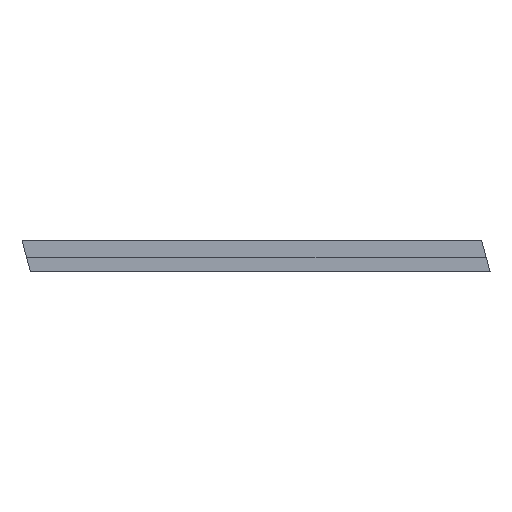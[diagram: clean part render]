
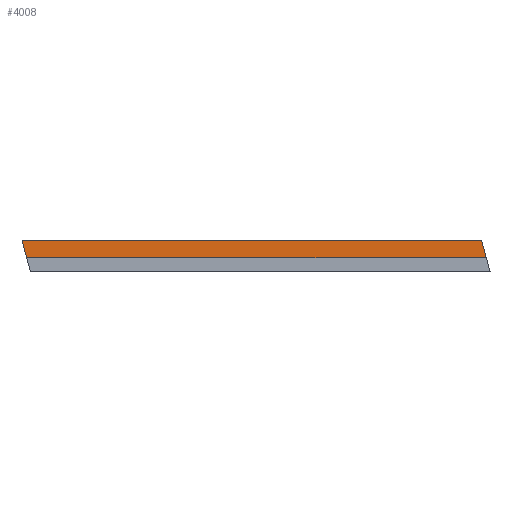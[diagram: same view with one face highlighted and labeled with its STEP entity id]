
A CAD part, left-side view. The second image highlights one B-rep face of the part: STEP entity #4008.
In plain terms, the highlighted planar face has unit normal (-1, 0, 0).
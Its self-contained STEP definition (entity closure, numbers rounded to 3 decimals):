
#3797 = VERTEX_POINT('',#3798);
#3798 = CARTESIAN_POINT('',(-53.25,7.75,0.8));
#3804 = EDGE_CURVE('',#3805,#3797,#3807,.T.);
#3805 = VERTEX_POINT('',#3806);
#3806 = CARTESIAN_POINT('',(-53.25,7.161,-1.4));
#3807 = LINE('',#3808,#3809);
#3808 = CARTESIAN_POINT('',(-53.25,5.204,-8.7));
#3809 = VECTOR('',#3810,1.);
#3810 = DIRECTION('',(0.,0.259,0.966));
#3828 = VERTEX_POINT('',#3829);
#3829 = CARTESIAN_POINT('',(-53.25,-51.768,-1.4));
#3835 = EDGE_CURVE('',#3836,#3828,#3838,.T.);
#3836 = VERTEX_POINT('',#3837);
#3837 = CARTESIAN_POINT('',(-53.25,-51.178,0.8));
#3838 = LINE('',#3839,#3840);
#3839 = CARTESIAN_POINT('',(-53.25,-51.214,
    0.666));
#3840 = VECTOR('',#3841,1.);
#3841 = DIRECTION('',(0.,-0.259,-0.966));
#3997 = EDGE_CURVE('',#3828,#3805,#3998,.T.);
#3998 = LINE('',#3999,#4000);
#3999 = CARTESIAN_POINT('',(-53.25,-52.25,-1.4));
#4000 = VECTOR('',#4001,1.);
#4001 = DIRECTION('',(0.,1.,0.));
#4008 = ADVANCED_FACE('',(#4009),#4020,.F.);
#4009 = FACE_BOUND('',#4010,.F.);
#4010 = EDGE_LOOP('',(#4011,#4017,#4018,#4019));
#4011 = ORIENTED_EDGE('',*,*,#4012,.F.);
#4012 = EDGE_CURVE('',#3836,#3797,#4013,.T.);
#4013 = LINE('',#4014,#4015);
#4014 = CARTESIAN_POINT('',(-53.25,-52.25,0.8));
#4015 = VECTOR('',#4016,1.);
#4016 = DIRECTION('',(0.,1.,0.));
#4017 = ORIENTED_EDGE('',*,*,#3835,.T.);
#4018 = ORIENTED_EDGE('',*,*,#3997,.T.);
#4019 = ORIENTED_EDGE('',*,*,#3804,.T.);
#4020 = PLANE('',#4021);
#4021 = AXIS2_PLACEMENT_3D('',#4022,#4023,#4024);
#4022 = CARTESIAN_POINT('',(-53.25,-52.25,0.8));
#4023 = DIRECTION('',(1.,0.,0.));
#4024 = DIRECTION('',(0.,1.,0.));
